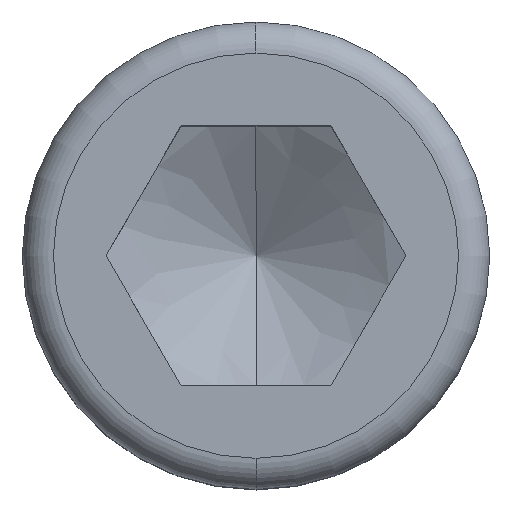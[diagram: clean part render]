
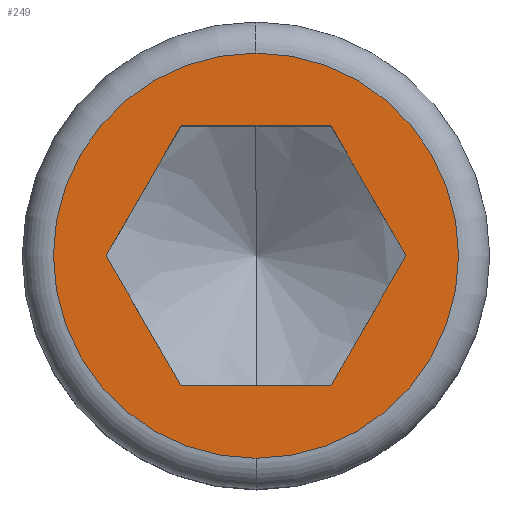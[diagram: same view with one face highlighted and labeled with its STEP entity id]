
A CAD part, top view. The second image highlights one B-rep face of the part: STEP entity #249.
In plain terms, the highlighted planar face has unit normal (0, 0, 1).
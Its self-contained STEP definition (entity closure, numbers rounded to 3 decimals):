
#145=VERTEX_POINT('',#373);
#189=EDGE_CURVE('',#271,#145,#421,.T.);
#209=VERTEX_POINT('',#445);
#211=EDGE_CURVE('',#267,#259,#447,.T.);
#217=EDGE_CURVE('',#315,#245,#453,.T.);
#231=EDGE_CURVE('',#245,#209,#468,.T.);
#245=VERTEX_POINT('',#483);
#249=ADVANCED_FACE('',(#487,#488),#489,.T.);
#255=EDGE_CURVE('',#259,#315,#495,.T.);
#257=EDGE_CURVE('',#145,#271,#497,.T.);
#259=VERTEX_POINT('',#499);
#261=EDGE_CURVE('',#325,#267,#501,.T.);
#267=VERTEX_POINT('',#509);
#271=VERTEX_POINT('',#514);
#303=EDGE_CURVE('',#209,#325,#552,.T.);
#315=VERTEX_POINT('',#565);
#325=VERTEX_POINT('',#576);
#373=CARTESIAN_POINT('',(0.,7.8,12.));
#421=CIRCLE('',#692,7.8);
#445=CARTESIAN_POINT('',(2.888,-5.001,12.0));
#447=LINE('',#722,#723);
#453=LINE('',#731,#732);
#468=LINE('',#761,#762);
#483=CARTESIAN_POINT('',(5.775,0.,12.0));
#487=FACE_BOUND('',#795,.T.);
#488=FACE_OUTER_BOUND('',#796,.T.);
#489=PLANE('',#797);
#495=LINE('',#805,#806);
#497=CIRCLE('',#809,7.8);
#499=CARTESIAN_POINT('',(-2.887,5.001,12.0));
#501=LINE('',#814,#815);
#509=CARTESIAN_POINT('',(-5.775,0.,12.0));
#514=CARTESIAN_POINT('',(0.,-7.8,12.));
#552=LINE('',#896,#897);
#565=CARTESIAN_POINT('',(2.887,5.001,12.0));
#576=CARTESIAN_POINT('',(-2.887,-5.001,12.0));
#692=AXIS2_PLACEMENT_3D('',#1047,#1048,#1049);
#722=CARTESIAN_POINT('',(-3.609,3.751,12.0));
#723=VECTOR('',#1093,1.0);
#731=CARTESIAN_POINT('',(5.053,1.25,12.0));
#732=VECTOR('',#1097,1.0);
#761=CARTESIAN_POINT('',(3.609,-3.751,12.0));
#762=VECTOR('',#1110,1.0);
#795=EDGE_LOOP('',(#1127,#1128,#1129,#1130,#1131,#1132));
#796=EDGE_LOOP('',(#1133,#1134));
#797=AXIS2_PLACEMENT_3D('',#1135,#1136,#1137);
#805=CARTESIAN_POINT('',(1.444,5.001,12.0));
#806=VECTOR('',#1141,1.0);
#809=AXIS2_PLACEMENT_3D('',#1142,#1143,#1144);
#814=CARTESIAN_POINT('',(-5.053,-1.25,12.0));
#815=VECTOR('',#1145,1.0);
#896=CARTESIAN_POINT('',(-1.444,-5.001,12.0));
#897=VECTOR('',#1217,1.0);
#1047=CARTESIAN_POINT('',(0.,0.,12.));
#1048=DIRECTION('',(0.0,0.0,1.0));
#1049=DIRECTION('',(-1.0,0.0,0.0));
#1093=DIRECTION('',(0.5,0.866,0.0));
#1097=DIRECTION('',(0.5,-0.866,0.0));
#1110=DIRECTION('',(-0.5,-0.866,0.0));
#1127=ORIENTED_EDGE('',*,*,#261,.T.);
#1128=ORIENTED_EDGE('',*,*,#211,.T.);
#1129=ORIENTED_EDGE('',*,*,#255,.T.);
#1130=ORIENTED_EDGE('',*,*,#217,.T.);
#1131=ORIENTED_EDGE('',*,*,#231,.T.);
#1132=ORIENTED_EDGE('',*,*,#303,.T.);
#1133=ORIENTED_EDGE('',*,*,#189,.T.);
#1134=ORIENTED_EDGE('',*,*,#257,.T.);
#1135=CARTESIAN_POINT('',(0.,-7.387,12.));
#1136=DIRECTION('',(0.0,0.0,1.0));
#1137=DIRECTION('',(0.,-1.0,0.0));
#1141=DIRECTION('',(1.0,0.0,0.0));
#1142=CARTESIAN_POINT('',(0.,0.,12.));
#1143=DIRECTION('',(0.0,0.0,1.0));
#1144=DIRECTION('',(-1.0,0.0,0.0));
#1145=DIRECTION('',(-0.5,0.866,0.0));
#1217=DIRECTION('',(-1.0,0.0,0.0));
